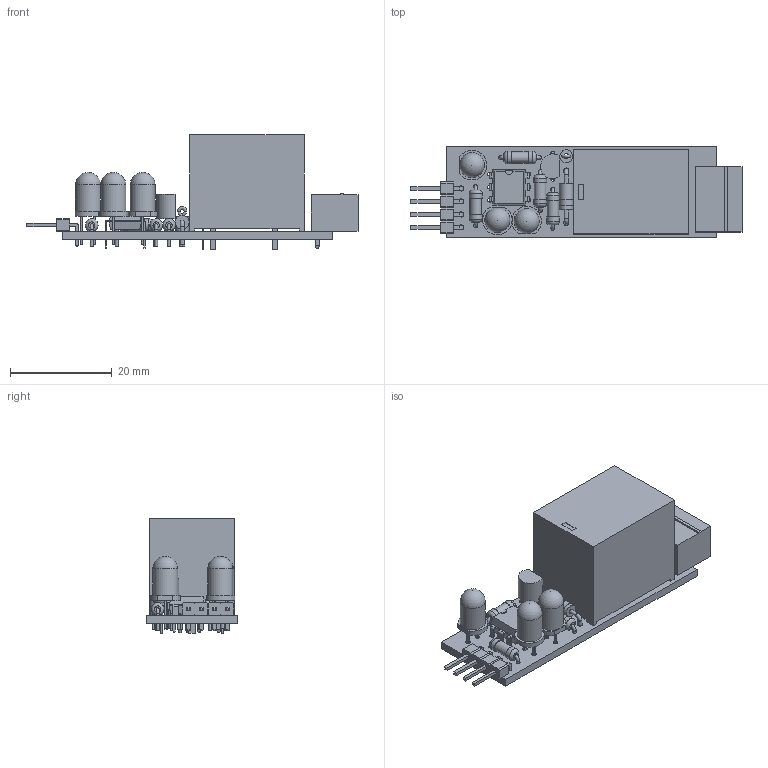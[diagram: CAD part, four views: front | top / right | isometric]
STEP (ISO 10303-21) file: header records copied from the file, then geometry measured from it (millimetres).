
FILE_DESCRIPTION(('KiCad electronic assembly'),'2;1');
FILE_NAME('pswcls.step','2021-11-27T23:24:09',('An Author'),('A Company' ),'Open CASCADE STEP processor 7.3','KiCad to STEP converter', 'Unknown');
FILE_SCHEMA(('AUTOMOTIVE_DESIGN { 1 0 10303 214 1 1 1 1 }'));
Length unit declared in the file: millimetre
Products named in the file (24): Open CASCADE STEP translator 7.3 1; PhoenixContact_MC_1,5_3-G-3.81_1x03_P3.81mm_Horizontal; SOLID; LED_D5.0mm_IRGrey; LED_D5.0mm_Clear; R_Axial_DIN0207_L6.3mm_D2.5mm_P7.62mm_Horizontal; LED_D5.0mm; DIP-6_W7.62mm; TO-92_Inline_Wide; TestPoint_Loop_D1.80mm_Drill1.0mm_Beaded; COMPOUND; G5LE-1_DC5--3DModel-STEP-1; PinHeader_1x02_P2.54mm_Horizontal; D_DO-41_SOD81_P10.16mm_Horizontal
Assembly tree (27 placements, depth 3):
  Open CASCADE STEP translator 7.3 1
    PhoenixContact_MC_1,5_3-G-3.81_1x03_P3.81mm_Horizontal
      SOLID
    LED_D5.0mm_IRGrey
      SOLID
    LED_D5.0mm_Clear
      SOLID
    R_Axial_DIN0207_L6.3mm_D2.5mm_P7.62mm_Horizontal  x4
      SOLID
    LED_D5.0mm
      SOLID
    DIP-6_W7.62mm
      SOLID
    TO-92_Inline_Wide
      SOLID
    TestPoint_Loop_D1.80mm_Drill1.0mm_Beaded
      COMPOUND
    G5LE-1_DC5--3DModel-STEP-1
      SOLID
    PinHeader_1x02_P2.54mm_Horizontal  x2
      SOLID
    D_DO-41_SOD81_P10.16mm_Horizontal
      SOLID
    COMPOUND
Bounding box: 65.14 x 18 x 22.5 mm (x, y, z)
Volume: 9860.1 mm3; surface area: 7174.9 mm2
Topology: 17 solids, 17 shells, 592 faces, 1401 edges, 895 vertices
Faces by surface type: plane 454, cylinder 96, bspline 20, torus 19, sphere 3
Full cylindrical faces by diameter (mm): 0.5 x2, 0.6 x8, 0.8 x21, 0.9 x6, 1 x6, 1.1 x2, 1.2 x3, 1.3 x5, 2.25 x4, 2.5 x8, 2.54 x1, 2.7 x2, 2.72 x1, 4.9 x3
Entity records: 36251 total; most frequent: CARTESIAN_POINT 8553, DIRECTION 4537, LINE 3155, VECTOR 3155, ORIENTED_EDGE 2378, PCURVE 2378, DEFINITIONAL_REPRESENTATION 2378, EDGE_CURVE 1189
